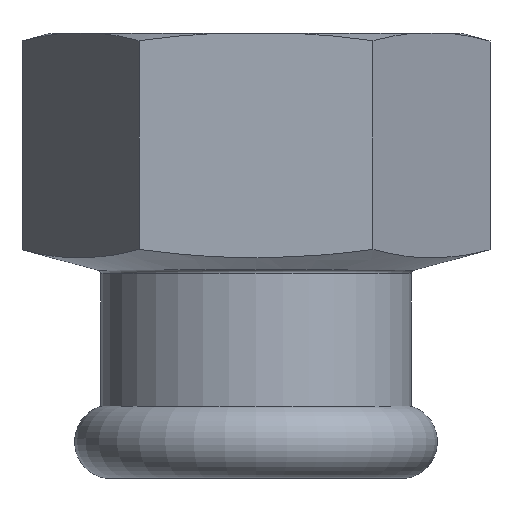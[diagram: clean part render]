
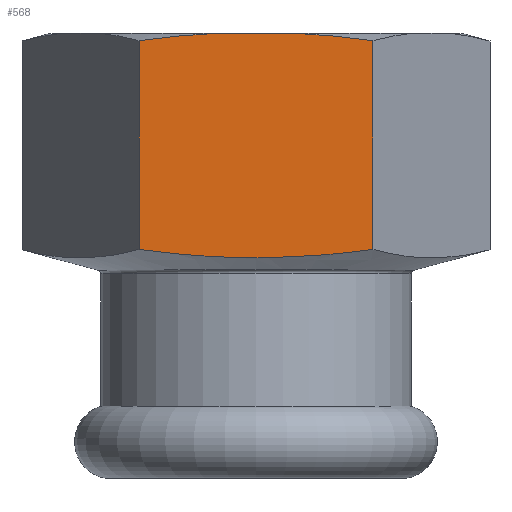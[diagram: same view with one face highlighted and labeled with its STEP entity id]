
A CAD part, top view. The second image highlights one B-rep face of the part: STEP entity #568.
In plain terms, the highlighted planar face has unit normal (0, 0, 1).
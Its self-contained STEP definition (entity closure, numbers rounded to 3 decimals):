
#16=(
BOUNDED_CURVE()
B_SPLINE_CURVE(2,(#930,#931,#932),.UNSPECIFIED.,.F.,.F.)
B_SPLINE_CURVE_WITH_KNOTS((3,3),(0.212,2.659),
 .UNSPECIFIED.)
CURVE()
GEOMETRIC_REPRESENTATION_ITEM()
RATIONAL_B_SPLINE_CURVE((1.03,1.189,1.03))
REPRESENTATION_ITEM('')
);
#30=(
BOUNDED_CURVE()
B_SPLINE_CURVE(2,(#1023,#1024,#1025),.UNSPECIFIED.,.F.,.F.)
B_SPLINE_CURVE_WITH_KNOTS((3,3),(0.,0.805),.UNSPECIFIED.)
CURVE()
GEOMETRIC_REPRESENTATION_ITEM()
RATIONAL_B_SPLINE_CURVE((1.,1.02,1.009))
REPRESENTATION_ITEM('')
);
#31=(
BOUNDED_CURVE()
B_SPLINE_CURVE(2,(#1029,#1030,#1031),.UNSPECIFIED.,.F.,.F.)
B_SPLINE_CURVE_WITH_KNOTS((3,3),(0.23,1.035),
 .UNSPECIFIED.)
CURVE()
GEOMETRIC_REPRESENTATION_ITEM()
RATIONAL_B_SPLINE_CURVE((1.009,1.02,1.))
REPRESENTATION_ITEM('')
);
#51=PLANE('',#651);
#69=LINE('',#1020,#91);
#70=LINE('',#1027,#92);
#71=LINE('',#1032,#93);
#91=VECTOR('',#793,10.);
#92=VECTOR('',#796,10.);
#93=VECTOR('',#797,10.);
#121=FACE_OUTER_BOUND('',#153,.T.);
#153=EDGE_LOOP('',(#463,#464,#465,#466,#467,#468));
#242=VERTEX_POINT('',#925);
#243=VERTEX_POINT('',#929);
#266=VERTEX_POINT('',#1016);
#267=VERTEX_POINT('',#1022);
#268=VERTEX_POINT('',#1026);
#269=VERTEX_POINT('',#1028);
#309=EDGE_CURVE('',#242,#243,#16,.T.);
#341=EDGE_CURVE('',#242,#266,#69,.T.);
#342=EDGE_CURVE('',#267,#266,#30,.T.);
#343=EDGE_CURVE('',#268,#267,#70,.T.);
#344=EDGE_CURVE('',#269,#268,#31,.T.);
#345=EDGE_CURVE('',#243,#269,#71,.T.);
#463=ORIENTED_EDGE('',*,*,#309,.F.);
#464=ORIENTED_EDGE('',*,*,#341,.T.);
#465=ORIENTED_EDGE('',*,*,#342,.F.);
#466=ORIENTED_EDGE('',*,*,#343,.F.);
#467=ORIENTED_EDGE('',*,*,#344,.F.);
#468=ORIENTED_EDGE('',*,*,#345,.F.);
#568=ADVANCED_FACE('',(#121),#51,.T.);
#651=AXIS2_PLACEMENT_3D('',#1021,#794,#795);
#793=DIRECTION('',(0.,1.,0.));
#794=DIRECTION('center_axis',(0.,0.,1.));
#795=DIRECTION('ref_axis',(1.,0.,0.));
#796=DIRECTION('',(1.,0.,0.));
#797=DIRECTION('',(0.,1.,0.));
#925=CARTESIAN_POINT('',(11.836,23.136,20.5));
#929=CARTESIAN_POINT('',(-11.836,23.136,20.5));
#930=CARTESIAN_POINT('Ctrl Pts',(11.836,23.136,20.5));
#931=CARTESIAN_POINT('Ctrl Pts',(0.,21.55,
20.5));
#932=CARTESIAN_POINT('Ctrl Pts',(-11.836,23.136,20.5));
#1016=CARTESIAN_POINT('',(11.836,44.255,20.5));
#1020=CARTESIAN_POINT('',(11.836,0.,20.5));
#1021=CARTESIAN_POINT('Origin',(-11.836,0.,20.5));
#1022=CARTESIAN_POINT('',(4.018,45.,20.5));
#1023=CARTESIAN_POINT('Ctrl Pts',(4.018,45.,20.5));
#1024=CARTESIAN_POINT('Ctrl Pts',(7.683,44.811,20.5));
#1025=CARTESIAN_POINT('Ctrl Pts',(11.836,44.255,20.5));
#1026=CARTESIAN_POINT('',(-4.018,45.,20.5));
#1027=CARTESIAN_POINT('',(-5.918,45.,20.5));
#1028=CARTESIAN_POINT('',(-11.836,44.255,20.5));
#1029=CARTESIAN_POINT('Ctrl Pts',(-11.836,44.255,20.5));
#1030=CARTESIAN_POINT('Ctrl Pts',(-7.683,44.811,20.5));
#1031=CARTESIAN_POINT('Ctrl Pts',(-4.018,45.,20.5));
#1032=CARTESIAN_POINT('',(-11.836,0.,20.5));
